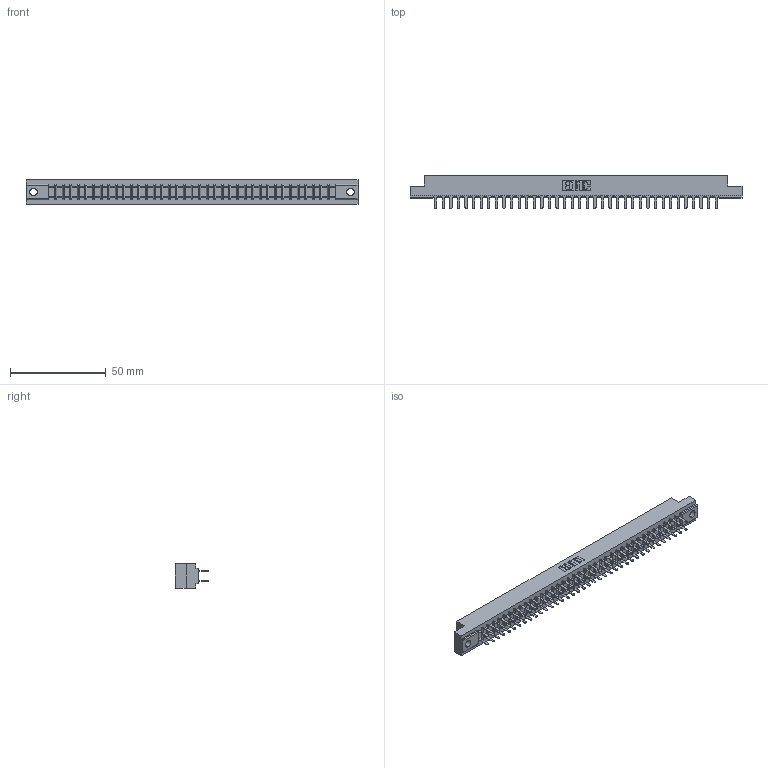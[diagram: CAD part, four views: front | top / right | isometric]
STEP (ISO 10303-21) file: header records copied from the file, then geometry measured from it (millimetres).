
FILE_DESCRIPTION (( 'STEP AP203' ), '1' );
FILE_NAME ('307-076-520-204.STEP', '2019-09-06T21:45:41', ( '' ), ( '' ), 'SwSTEP 2.0', 'SolidWorks 2016', '' );
FILE_SCHEMA (( 'CONFIG_CONTROL_DESIGN' ));
Length unit declared in the file: inch
Products named in the file (3): 307-290-001_520; 307 Part_.156 Dia Mounting Holes; 307-076-520-204
Assembly tree (77 placements, depth 2):
  307-076-520-204
    307 Part_.156 Dia Mounting Holes
    307-290-001_520  x76
Bounding box: 173.58 x 17.42 x 12.7 mm (x, y, z)
Volume: 18380 mm3; surface area: 22363.8 mm2
Topology: 77 solids, 77 shells, 3667 faces, 10239 edges, 6618 vertices
Faces by surface type: plane 2440, cylinder 1149, sphere 78
Entity records: 34672 total; most frequent: CARTESIAN_POINT 5676, ORIENTED_EDGE 5622, DIRECTION 5553, EDGE_CURVE 2811, LINE 2163, VECTOR 2163, VERTEX_POINT 1818, AXIS2_PLACEMENT_3D 1695
